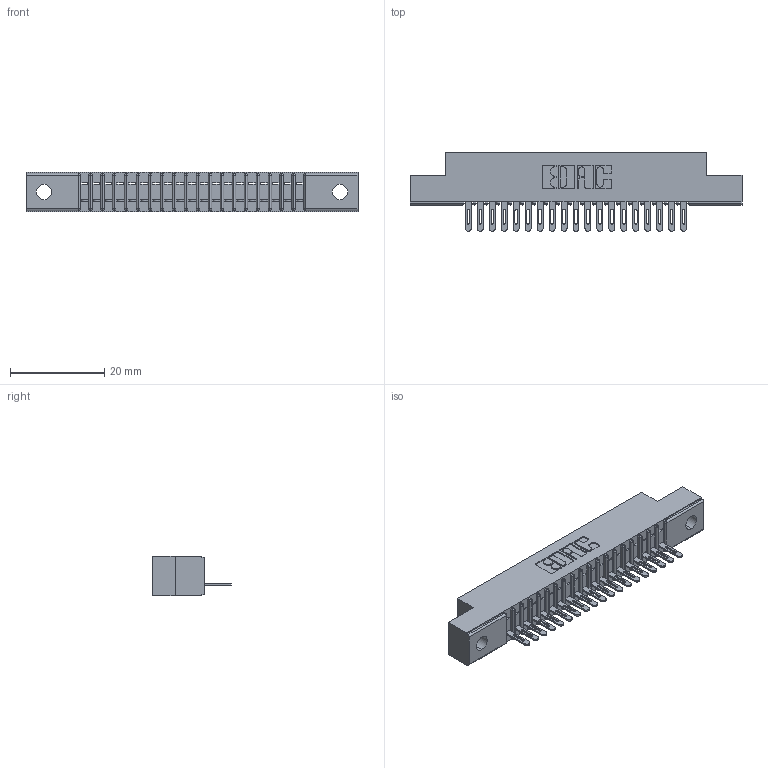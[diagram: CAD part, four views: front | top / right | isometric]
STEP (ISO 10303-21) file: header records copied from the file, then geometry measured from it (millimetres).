
FILE_DESCRIPTION (( 'STEP AP203' ), '1' );
FILE_NAME ('341-019-500-102.STEP', '2018-08-06T16:26:18', ( '' ), ( '' ), 'SwSTEP 2.0', 'SolidWorks 2016', '' );
FILE_SCHEMA (( 'CONFIG_CONTROL_DESIGN' ));
Length unit declared in the file: inch
Products named in the file (3): 341-292-001_341-292-100; 341-019-500-102; 341 Part_.128 (3.25) Dia Mounting Holes
Assembly tree (20 placements, depth 2):
  341-019-500-102
    341 Part_.128 (3.25) Dia Mounting Holes
    341-292-001_341-292-100  x19
Bounding box: 70.48 x 16.69 x 8.38 mm (x, y, z)
Volume: 3869.4 mm3; surface area: 6882.5 mm2
Topology: 20 solids, 20 shells, 1674 faces, 4819 edges, 3094 vertices
Faces by surface type: plane 999, cylinder 599, sphere 40, torus 36
Entity records: 25460 total; most frequent: CARTESIAN_POINT 4314, ORIENTED_EDGE 4302, DIRECTION 4187, EDGE_CURVE 2151, LINE 1709, VECTOR 1709, VERTEX_POINT 1366, AXIS2_PLACEMENT_3D 1239
